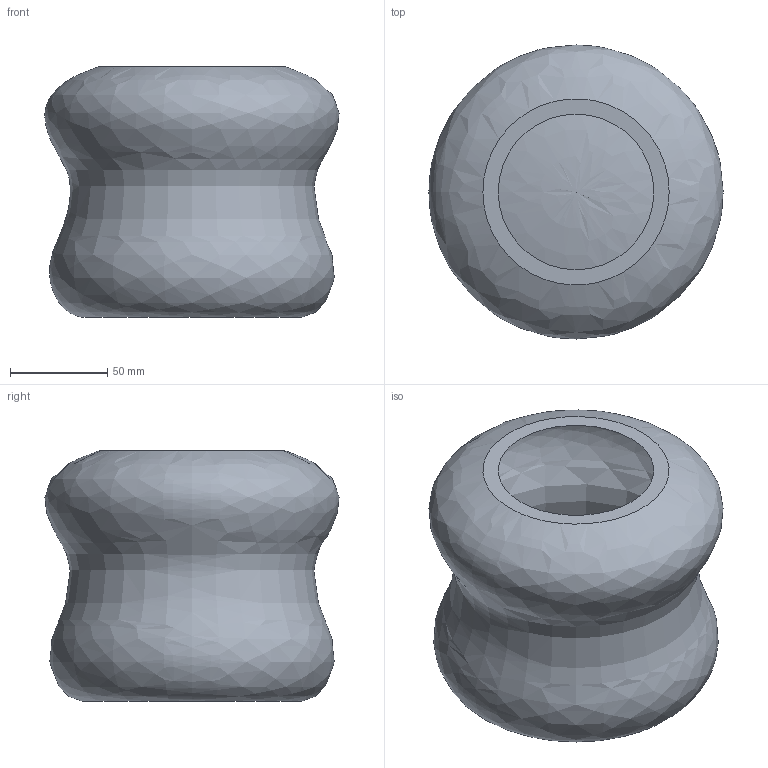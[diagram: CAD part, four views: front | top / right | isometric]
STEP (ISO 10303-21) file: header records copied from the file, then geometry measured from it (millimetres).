
FILE_DESCRIPTION(('FreeCAD Model'),'2;1');
FILE_NAME('Open CASCADE Shape Model','2023-04-19T19:14:20',(''),(''), 'Open CASCADE STEP processor 7.5','FreeCAD','Unknown');
FILE_SCHEMA(('AUTOMOTIVE_DESIGN { 1 0 10303 214 1 1 1 1 }'));
Length unit declared in the file: millimetre
Products named in the file (1): Thickness
Bounding box: 151.23 x 151.19 x 128.83 mm (x, y, z)
Volume: 166952.7 mm3; surface area: 151898.3 mm2
Topology: 1 solids, 1 shells, 3 faces, 6 edges, 4 vertices
Faces by surface type: revolution 1, plane 1, offset 1
Entity records: 1572 total; most frequent: CARTESIAN_POINT 1459, DIRECTION 13, ORIENTED_EDGE 8, PCURVE 8, DEFINITIONAL_REPRESENTATION 8, B_SPLINE_CURVE_WITH_KNOTS 6, LINE 5, VECTOR 5
